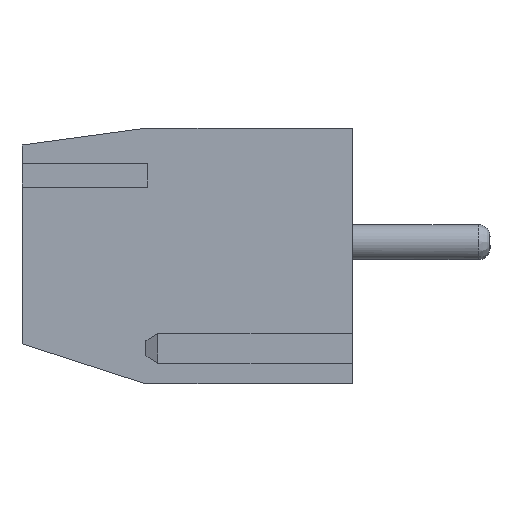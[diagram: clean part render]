
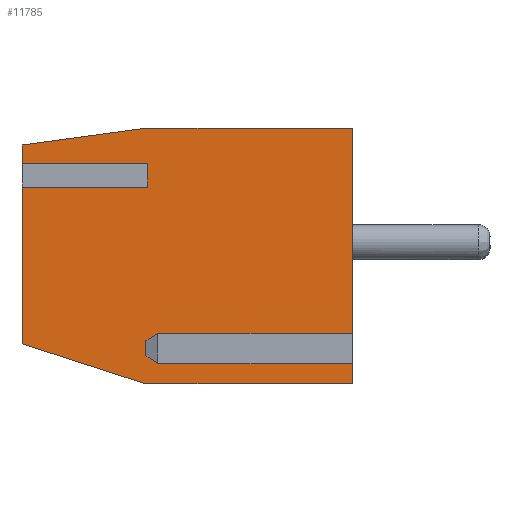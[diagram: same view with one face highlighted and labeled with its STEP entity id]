
A CAD part, left-side view. The second image highlights one B-rep face of the part: STEP entity #11785.
In plain terms, the highlighted planar face has unit normal (-1, 0, 0).
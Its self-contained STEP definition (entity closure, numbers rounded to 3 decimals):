
#7030=CARTESIAN_POINT('',(-30.155,0.,0.));
#7031=VERTEX_POINT('',#7030);
#7041=CARTESIAN_POINT('',(-30.155,0.,-5.325));
#7042=VERTEX_POINT('',#7041);
#7043=CARTESIAN_POINT('',(-30.155,0.,0.));
#7044=DIRECTION('',(0.,0.,-1.));
#7045=VECTOR('',#7044,5.325);
#7046=LINE('',#7043,#7045);
#7047=EDGE_CURVE('',#7031,#7042,#7046,.T.);
#7065=CARTESIAN_POINT('',(-30.155,0.,-5.875));
#7066=VERTEX_POINT('',#7065);
#7073=CARTESIAN_POINT('',(-30.155,0.,-6.5));
#7074=VERTEX_POINT('',#7073);
#7075=CARTESIAN_POINT('',(-30.155,0.,-5.875));
#7076=DIRECTION('',(0.,0.,-1.));
#7077=VECTOR('',#7076,0.625);
#7078=LINE('',#7075,#7077);
#7079=EDGE_CURVE('',#7066,#7074,#7078,.T.);
#7553=CARTESIAN_POINT('',(-30.155,8.4,-0.427));
#7554=VERTEX_POINT('',#7553);
#7564=CARTESIAN_POINT('',(-30.155,5.25,0.));
#7565=VERTEX_POINT('',#7564);
#7566=CARTESIAN_POINT('',(-30.155,8.4,-0.427));
#7567=DIRECTION('',(0.,-0.991,0.134));
#7568=VECTOR('',#7567,3.179);
#7569=LINE('',#7566,#7568);
#7570=EDGE_CURVE('',#7554,#7565,#7569,.T.);
#7598=CARTESIAN_POINT('',(-30.155,5.25,-6.5));
#7599=VERTEX_POINT('',#7598);
#7600=CARTESIAN_POINT('',(-30.155,0.,-6.5));
#7601=DIRECTION('',(0.,1.,0.));
#7602=VECTOR('',#7601,5.25);
#7603=LINE('',#7600,#7602);
#7604=EDGE_CURVE('',#7074,#7599,#7603,.T.);
#8137=CARTESIAN_POINT('',(-30.155,8.4,-5.486));
#8138=VERTEX_POINT('',#8137);
#8148=CARTESIAN_POINT('',(-30.155,8.4,-1.5));
#8149=VERTEX_POINT('',#8148);
#8150=CARTESIAN_POINT('',(-30.155,8.4,-5.486));
#8151=DIRECTION('',(0.,0.,1.));
#8152=VECTOR('',#8151,3.986);
#8153=LINE('',#8150,#8152);
#8154=EDGE_CURVE('',#8138,#8149,#8153,.T.);
#8172=CARTESIAN_POINT('',(-30.155,8.4,-0.9));
#8173=VERTEX_POINT('',#8172);
#8180=CARTESIAN_POINT('',(-30.155,8.4,-0.9));
#8181=DIRECTION('',(0.,0.,1.));
#8182=VECTOR('',#8181,0.473);
#8183=LINE('',#8180,#8182);
#8184=EDGE_CURVE('',#8173,#7554,#8183,.T.);
#8837=CARTESIAN_POINT('',(-30.155,5.25,-6.5));
#8838=DIRECTION('',(0.,0.952,0.307));
#8839=VECTOR('',#8838,3.309);
#8840=LINE('',#8837,#8839);
#8841=EDGE_CURVE('',#7599,#8138,#8840,.T.);
#10343=CARTESIAN_POINT('',(-30.155,5.25,0.));
#10344=DIRECTION('',(0.,-1.,0.));
#10345=VECTOR('',#10344,5.25);
#10346=LINE('',#10343,#10345);
#10347=EDGE_CURVE('',#7565,#7031,#10346,.T.);
#11692=CARTESIAN_POINT('',(-30.155,9.368,-0.664));
#11693=DIRECTION('',(0.,1.,0.));
#11694=DIRECTION('',(-1.,0.,0.));
#11695=AXIS2_PLACEMENT_3D('',#11692,#11694,#11693);
#11696=PLANE('',#11695);
#11697=ORIENTED_EDGE('',*,*,#7570,.F.);
#11698=ORIENTED_EDGE('',*,*,#8184,.F.);
#11699=CARTESIAN_POINT('',(-30.155,5.22,-0.9));
#11700=VERTEX_POINT('',#11699);
#11701=CARTESIAN_POINT('',(-30.155,8.4,-0.9));
#11702=CARTESIAN_POINT('',(-30.155,7.764,-0.9));
#11703=CARTESIAN_POINT('',(-30.155,7.128,-0.9));
#11704=CARTESIAN_POINT('',(-30.155,6.492,-0.9));
#11705=CARTESIAN_POINT('',(-30.155,5.856,-0.9));
#11706=CARTESIAN_POINT('',(-30.155,5.22,-0.9));
#11707=B_SPLINE_CURVE_WITH_KNOTS('',5,(#11701,#11702,#11703,#11704,#11705,#11706),.UNSPECIFIED.,.F.,.U.,(6,6),(0.,3.18),.UNSPECIFIED.);
#11708=EDGE_CURVE('',#8173,#11700,#11707,.T.);
#11709=ORIENTED_EDGE('',*,*,#11708,.T.);
#11710=CARTESIAN_POINT('',(-30.155,5.22,-1.5));
#11711=VERTEX_POINT('',#11710);
#11712=CARTESIAN_POINT('',(-30.155,5.22,-0.9));
#11713=DIRECTION('',(0.,0.,-1.));
#11714=VECTOR('',#11713,0.6);
#11715=LINE('',#11712,#11714);
#11716=EDGE_CURVE('',#11700,#11711,#11715,.T.);
#11717=ORIENTED_EDGE('',*,*,#11716,.T.);
#11718=CARTESIAN_POINT('',(-30.155,5.22,-1.5));
#11719=CARTESIAN_POINT('',(-30.155,5.856,-1.5));
#11720=CARTESIAN_POINT('',(-30.155,6.492,-1.5));
#11721=CARTESIAN_POINT('',(-30.155,7.128,-1.5));
#11722=CARTESIAN_POINT('',(-30.155,7.764,-1.5));
#11723=CARTESIAN_POINT('',(-30.155,8.4,-1.5));
#11724=B_SPLINE_CURVE_WITH_KNOTS('',5,(#11718,#11719,#11720,#11721,#11722,#11723),.UNSPECIFIED.,.F.,.U.,(6,6),(0.,3.18),.UNSPECIFIED.);
#11725=EDGE_CURVE('',#11711,#8149,#11724,.T.);
#11726=ORIENTED_EDGE('',*,*,#11725,.T.);
#11727=ORIENTED_EDGE('',*,*,#8154,.F.);
#11728=ORIENTED_EDGE('',*,*,#8841,.F.);
#11729=ORIENTED_EDGE('',*,*,#7604,.F.);
#11730=ORIENTED_EDGE('',*,*,#7079,.F.);
#11731=CARTESIAN_POINT('',(-30.155,4.95,-5.875));
#11732=VERTEX_POINT('',#11731);
#11733=CARTESIAN_POINT('',(-30.155,0.,-5.875));
#11734=CARTESIAN_POINT('',(-30.155,0.99,-5.875));
#11735=CARTESIAN_POINT('',(-30.155,1.98,-5.875));
#11736=CARTESIAN_POINT('',(-30.155,2.97,-5.875));
#11737=CARTESIAN_POINT('',(-30.155,3.96,-5.875));
#11738=CARTESIAN_POINT('',(-30.155,4.95,-5.875));
#11739=B_SPLINE_CURVE_WITH_KNOTS('',5,(#11733,#11734,#11735,#11736,#11737,#11738),.UNSPECIFIED.,.F.,.U.,(6,6),(0.,4.95),.UNSPECIFIED.);
#11740=EDGE_CURVE('',#7066,#11732,#11739,.T.);
#11741=ORIENTED_EDGE('',*,*,#11740,.T.);
#11742=CARTESIAN_POINT('',(-30.155,5.25,-5.722));
#11743=VERTEX_POINT('',#11742);
#11744=CARTESIAN_POINT('',(-30.155,4.95,-5.875));
#11745=CARTESIAN_POINT('',(-30.155,5.01,-5.844));
#11746=CARTESIAN_POINT('',(-30.155,5.07,-5.814));
#11747=CARTESIAN_POINT('',(-30.155,5.13,-5.783));
#11748=CARTESIAN_POINT('',(-30.155,5.19,-5.752));
#11749=CARTESIAN_POINT('',(-30.155,5.25,-5.722));
#11750=B_SPLINE_CURVE_WITH_KNOTS('',5,(#11744,#11745,#11746,#11747,#11748,#11749),.UNSPECIFIED.,.F.,.U.,(6,6),(0.,0.337),.UNSPECIFIED.);
#11751=EDGE_CURVE('',#11732,#11743,#11750,.T.);
#11752=ORIENTED_EDGE('',*,*,#11751,.T.);
#11753=CARTESIAN_POINT('',(-30.155,5.25,-5.478));
#11754=VERTEX_POINT('',#11753);
#11755=CARTESIAN_POINT('',(-30.155,5.25,-5.722));
#11756=DIRECTION('',(0.,0.,1.));
#11757=VECTOR('',#11756,0.244);
#11758=LINE('',#11755,#11757);
#11759=EDGE_CURVE('',#11743,#11754,#11758,.T.);
#11760=ORIENTED_EDGE('',*,*,#11759,.T.);
#11761=CARTESIAN_POINT('',(-30.155,4.95,-5.325));
#11762=VERTEX_POINT('',#11761);
#11763=CARTESIAN_POINT('',(-30.155,5.25,-5.478));
#11764=CARTESIAN_POINT('',(-30.155,5.19,-5.448));
#11765=CARTESIAN_POINT('',(-30.155,5.13,-5.417));
#11766=CARTESIAN_POINT('',(-30.155,5.07,-5.386));
#11767=CARTESIAN_POINT('',(-30.155,5.01,-5.356));
#11768=CARTESIAN_POINT('',(-30.155,4.95,-5.325));
#11769=B_SPLINE_CURVE_WITH_KNOTS('',5,(#11763,#11764,#11765,#11766,#11767,#11768),.UNSPECIFIED.,.F.,.U.,(6,6),(0.,0.337),.UNSPECIFIED.);
#11770=EDGE_CURVE('',#11754,#11762,#11769,.T.);
#11771=ORIENTED_EDGE('',*,*,#11770,.T.);
#11772=CARTESIAN_POINT('',(-30.155,4.95,-5.325));
#11773=CARTESIAN_POINT('',(-30.155,3.96,-5.325));
#11774=CARTESIAN_POINT('',(-30.155,2.97,-5.325));
#11775=CARTESIAN_POINT('',(-30.155,1.98,-5.325));
#11776=CARTESIAN_POINT('',(-30.155,0.99,-5.325));
#11777=CARTESIAN_POINT('',(-30.155,0.,-5.325));
#11778=B_SPLINE_CURVE_WITH_KNOTS('',5,(#11772,#11773,#11774,#11775,#11776,#11777),.UNSPECIFIED.,.F.,.U.,(6,6),(0.,4.95),.UNSPECIFIED.);
#11779=EDGE_CURVE('',#11762,#7042,#11778,.T.);
#11780=ORIENTED_EDGE('',*,*,#11779,.T.);
#11781=ORIENTED_EDGE('',*,*,#7047,.F.);
#11782=ORIENTED_EDGE('',*,*,#10347,.F.);
#11783=EDGE_LOOP('',(#11697,#11698,#11709,#11717,#11726,#11727,#11728,#11729,#11730,#11741,#11752,#11760,#11771,#11780,#11781,#11782));
#11784=FACE_OUTER_BOUND('',#11783,.T.);
#11785=ADVANCED_FACE('',(#11784),#11696,.T.);
